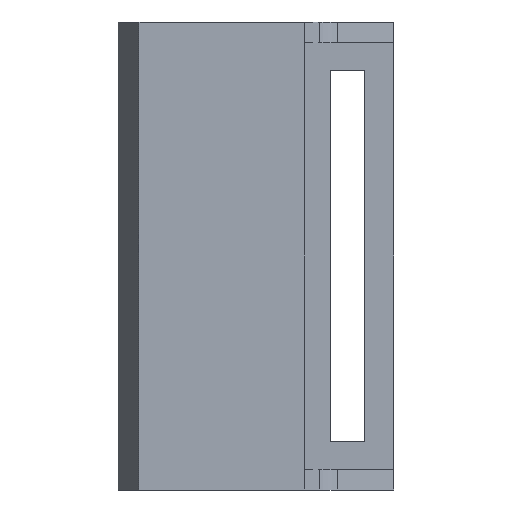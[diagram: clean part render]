
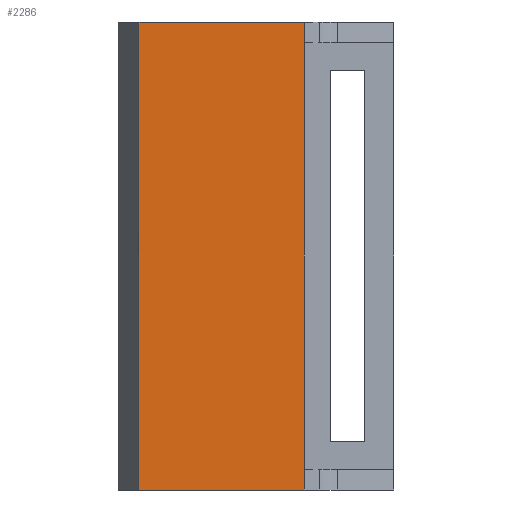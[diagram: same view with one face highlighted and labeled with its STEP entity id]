
A CAD part, front view. The second image highlights one B-rep face of the part: STEP entity #2286.
In plain terms, the highlighted planar face has unit normal (0, -1, 0).
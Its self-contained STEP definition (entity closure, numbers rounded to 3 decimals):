
#104 = CARTESIAN_POINT ( 'NONE',  ( 6., 0., 17. ) ) ;
#160 = ORIENTED_EDGE ( 'NONE', *, *, #2024, .F. ) ;
#247 = VECTOR ( 'NONE', #409, 1000. ) ;
#253 = VERTEX_POINT ( 'NONE', #104 ) ;
#306 = VERTEX_POINT ( 'NONE', #3413 ) ;
#351 = VECTOR ( 'NONE', #2614, 1000. ) ;
#357 = LINE ( 'NONE', #721, #1101 ) ;
#396 = CARTESIAN_POINT ( 'NONE',  ( 6., 0., 17. ) ) ;
#404 = DIRECTION ( 'NONE',  ( 1., 0., 0. ) ) ;
#409 = DIRECTION ( 'NONE',  ( 1., 0., 0. ) ) ;
#411 = CARTESIAN_POINT ( 'NONE',  ( 6., 0., -17. ) ) ;
#425 = ORIENTED_EDGE ( 'NONE', *, *, #2022, .F. ) ;
#444 = CARTESIAN_POINT ( 'NONE',  ( 6., 0., 15.5 ) ) ;
#456 = DIRECTION ( 'NONE',  ( 0., 0., -1. ) ) ;
#539 = CARTESIAN_POINT ( 'NONE',  ( 6., 0., 15.5 ) ) ;
#648 = CARTESIAN_POINT ( 'NONE',  ( -6., 0., -17. ) ) ;
#691 = DIRECTION ( 'NONE',  ( 0., 0., -1. ) ) ;
#721 = CARTESIAN_POINT ( 'NONE',  ( 6., 0., 17. ) ) ;
#740 = VECTOR ( 'NONE', #830, 1000. ) ;
#786 = EDGE_CURVE ( 'NONE', #1086, #1796, #3087, .T. ) ;
#826 = VERTEX_POINT ( 'NONE', #2500 ) ;
#830 = DIRECTION ( 'NONE',  ( 0., 0., -1. ) ) ;
#842 = CARTESIAN_POINT ( 'NONE',  ( 6., 0., 17. ) ) ;
#1086 = VERTEX_POINT ( 'NONE', #1689 ) ;
#1101 = VECTOR ( 'NONE', #691, 1000. ) ;
#1219 = LINE ( 'NONE', #396, #247 ) ;
#1327 = AXIS2_PLACEMENT_3D ( 'NONE', #3349, #3398, #3339 ) ;
#1388 = VECTOR ( 'NONE', #404, 1000. ) ;
#1462 = EDGE_LOOP ( 'NONE', ( #2854, #3217, #425, #2742, #160, #2404 ) ) ;
#1654 = EDGE_CURVE ( 'NONE', #253, #1921, #3150, .T. ) ;
#1689 = CARTESIAN_POINT ( 'NONE',  ( -6., 0., 17. ) ) ;
#1756 = EDGE_CURVE ( 'NONE', #306, #826, #357, .T. ) ;
#1796 = VERTEX_POINT ( 'NONE', #648 ) ;
#1921 = VERTEX_POINT ( 'NONE', #539 ) ;
#2010 = EDGE_CURVE ( 'NONE', #1796, #826, #2913, .T. ) ;
#2022 = EDGE_CURVE ( 'NONE', #1921, #306, #2946, .T. ) ;
#2024 = EDGE_CURVE ( 'NONE', #1086, #253, #1219, .T. ) ;
#2286 = ADVANCED_FACE ( 'NONE', ( #2836 ), #3347, .F. ) ;
#2404 = ORIENTED_EDGE ( 'NONE', *, *, #786, .T. ) ;
#2493 = VECTOR ( 'NONE', #456, 1000. ) ;
#2500 = CARTESIAN_POINT ( 'NONE',  ( 6., 0., -17. ) ) ;
#2610 = CARTESIAN_POINT ( 'NONE',  ( -6., 0., 17. ) ) ;
#2614 = DIRECTION ( 'NONE',  ( 0., 0., -1. ) ) ;
#2742 = ORIENTED_EDGE ( 'NONE', *, *, #1654, .F. ) ;
#2836 = FACE_OUTER_BOUND ( 'NONE', #1462, .T. ) ;
#2854 = ORIENTED_EDGE ( 'NONE', *, *, #2010, .T. ) ;
#2913 = LINE ( 'NONE', #411, #1388 ) ;
#2946 = LINE ( 'NONE', #444, #2493 ) ;
#3087 = LINE ( 'NONE', #2610, #351 ) ;
#3150 = LINE ( 'NONE', #842, #740 ) ;
#3217 = ORIENTED_EDGE ( 'NONE', *, *, #1756, .F. ) ;
#3339 = DIRECTION ( 'NONE',  ( 0., 0., 1. ) ) ;
#3347 = PLANE ( 'NONE',  #1327 ) ;
#3349 = CARTESIAN_POINT ( 'NONE',  ( 6., 0., 17. ) ) ;
#3398 = DIRECTION ( 'NONE',  ( 0., 1., 0. ) ) ;
#3413 = CARTESIAN_POINT ( 'NONE',  ( 6., 0., -15.5 ) ) ;
